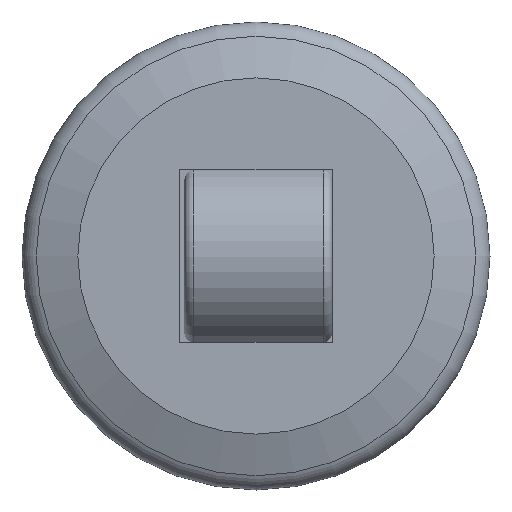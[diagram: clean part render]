
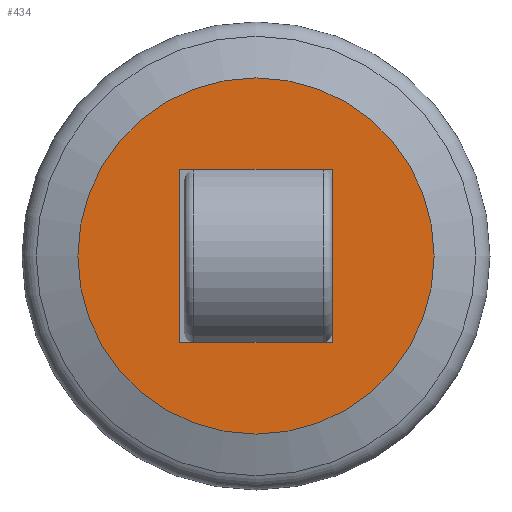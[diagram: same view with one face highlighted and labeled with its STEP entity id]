
A CAD part, left-side view. The second image highlights one B-rep face of the part: STEP entity #434.
In plain terms, the highlighted planar face has unit normal (-1, 0, 0).
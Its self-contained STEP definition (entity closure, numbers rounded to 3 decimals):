
#21=FACE_BOUND('',#136,.T.);
#45=PLANE('',#512);
#48=LINE('',#725,#68);
#52=LINE('',#733,#72);
#55=LINE('',#739,#75);
#58=LINE('',#744,#78);
#68=VECTOR('',#574,10.);
#72=VECTOR('',#580,10.);
#75=VECTOR('',#585,10.);
#78=VECTOR('',#590,10.);
#109=FACE_OUTER_BOUND('',#135,.T.);
#135=EDGE_LOOP('',(#372,#373));
#136=EDGE_LOOP('',(#374,#375,#376,#377));
#169=CIRCLE('',#513,41.);
#170=CIRCLE('',#514,41.);
#192=VERTEX_POINT('',#723);
#193=VERTEX_POINT('',#724);
#196=VERTEX_POINT('',#732);
#198=VERTEX_POINT('',#738);
#216=VERTEX_POINT('',#793);
#217=VERTEX_POINT('',#794);
#240=EDGE_CURVE('',#192,#193,#48,.T.);
#244=EDGE_CURVE('',#196,#192,#52,.T.);
#247=EDGE_CURVE('',#198,#196,#55,.T.);
#250=EDGE_CURVE('',#193,#198,#58,.T.);
#273=EDGE_CURVE('',#216,#217,#169,.T.);
#274=EDGE_CURVE('',#217,#216,#170,.T.);
#372=ORIENTED_EDGE('',*,*,#273,.F.);
#373=ORIENTED_EDGE('',*,*,#274,.F.);
#374=ORIENTED_EDGE('',*,*,#240,.T.);
#375=ORIENTED_EDGE('',*,*,#250,.T.);
#376=ORIENTED_EDGE('',*,*,#247,.T.);
#377=ORIENTED_EDGE('',*,*,#244,.T.);
#434=ADVANCED_FACE('',(#109,#21),#45,.T.);
#512=AXIS2_PLACEMENT_3D('',#792,#647,#648);
#513=AXIS2_PLACEMENT_3D('',#795,#649,#650);
#514=AXIS2_PLACEMENT_3D('',#796,#651,#652);
#574=DIRECTION('',(0.,1.,0.));
#580=DIRECTION('',(0.,0.,-1.));
#585=DIRECTION('',(0.,-1.,0.));
#590=DIRECTION('',(0.,0.,1.));
#647=DIRECTION('center_axis',(-1.,0.,0.));
#648=DIRECTION('ref_axis',(0.,0.,1.));
#649=DIRECTION('center_axis',(1.,0.,0.));
#650=DIRECTION('ref_axis',(0.,0.,-1.));
#651=DIRECTION('center_axis',(1.,0.,0.));
#652=DIRECTION('ref_axis',(0.,0.,-1.));
#723=CARTESIAN_POINT('',(57.6,-57.5,-20.));
#724=CARTESIAN_POINT('',(57.6,-22.5,-20.));
#725=CARTESIAN_POINT('',(57.6,-28.25,-20.));
#732=CARTESIAN_POINT('',(57.6,-57.5,20.));
#733=CARTESIAN_POINT('',(57.6,-57.5,10.));
#738=CARTESIAN_POINT('',(57.6,-22.5,20.));
#739=CARTESIAN_POINT('',(57.6,-10.75,20.));
#744=CARTESIAN_POINT('',(57.6,-22.5,-10.));
#792=CARTESIAN_POINT('Origin',(57.6,1.,0.));
#793=CARTESIAN_POINT('',(57.6,1.,0.));
#794=CARTESIAN_POINT('',(57.6,-81.,0.));
#795=CARTESIAN_POINT('Origin',(57.6,-40.,0.));
#796=CARTESIAN_POINT('Origin',(57.6,-40.,0.));
